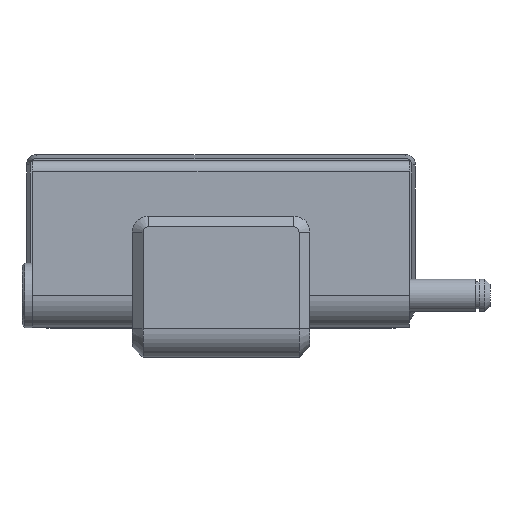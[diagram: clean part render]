
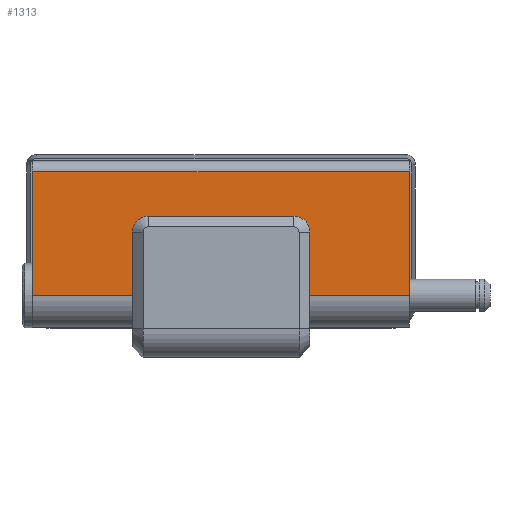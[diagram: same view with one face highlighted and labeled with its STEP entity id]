
A CAD part, front view. The second image highlights one B-rep face of the part: STEP entity #1313.
In plain terms, the highlighted planar face has unit normal (0, -1, 0).
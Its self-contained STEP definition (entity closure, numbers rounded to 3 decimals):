
#108 = LINE ( 'NONE', #3741, #7443 ) ;
#454 = DIRECTION ( 'NONE',  ( -1., 0., 0. ) ) ;
#530 = VERTEX_POINT ( 'NONE', #692 ) ;
#597 = CARTESIAN_POINT ( 'NONE',  ( -13.6, -6., 13.5 ) ) ;
#633 = VECTOR ( 'NONE', #5526, 1000. ) ;
#692 = CARTESIAN_POINT ( 'NONE',  ( -35., -6., 23. ) ) ;
#1020 = EDGE_CURVE ( 'NONE', #530, #1851, #4132, .T. ) ;
#1083 = VERTEX_POINT ( 'NONE', #2107 ) ;
#1249 = CARTESIAN_POINT ( 'NONE',  ( -13.6, -6., 13.5 ) ) ;
#1313 = ADVANCED_FACE ( 'NONE', ( #4018 ), #1687, .F. ) ;
#1599 = DIRECTION ( 'NONE',  ( -1., 0., 0. ) ) ;
#1624 = VERTEX_POINT ( 'NONE', #7152 ) ;
#1650 = VECTOR ( 'NONE', #5630, 1000. ) ;
#1687 = PLANE ( 'NONE',  #6758 ) ;
#1802 = ORIENTED_EDGE ( 'NONE', *, *, #5615, .T. ) ;
#1851 = VERTEX_POINT ( 'NONE', #8847 ) ;
#2082 = CARTESIAN_POINT ( 'NONE',  ( 35., -6., 0. ) ) ;
#2107 = CARTESIAN_POINT ( 'NONE',  ( 35., -6., 0. ) ) ;
#2218 = VECTOR ( 'NONE', #4933, 1000. ) ;
#2290 = EDGE_LOOP ( 'NONE', ( #6144, #4506, #2835, #6581, #6808, #3270, #1802, #7486 ) ) ;
#2431 = DIRECTION ( 'NONE',  ( 0., 1., 0. ) ) ;
#2502 = LINE ( 'NONE', #4736, #6263 ) ;
#2530 = CARTESIAN_POINT ( 'NONE',  ( 13.6, -6., 13.5 ) ) ;
#2835 = ORIENTED_EDGE ( 'NONE', *, *, #1020, .T. ) ;
#3163 = VECTOR ( 'NONE', #5577, 1000. ) ;
#3270 = ORIENTED_EDGE ( 'NONE', *, *, #6152, .T. ) ;
#3496 = VERTEX_POINT ( 'NONE', #3827 ) ;
#3548 = VERTEX_POINT ( 'NONE', #4587 ) ;
#3741 = CARTESIAN_POINT ( 'NONE',  ( 35., -6., 23. ) ) ;
#3776 = EDGE_CURVE ( 'NONE', #7804, #3548, #7974, .T. ) ;
#3827 = CARTESIAN_POINT ( 'NONE',  ( 35., -6., 23. ) ) ;
#4018 = FACE_OUTER_BOUND ( 'NONE', #2290, .T. ) ;
#4132 = LINE ( 'NONE', #8461, #2218 ) ;
#4506 = ORIENTED_EDGE ( 'NONE', *, *, #8948, .T. ) ;
#4587 = CARTESIAN_POINT ( 'NONE',  ( -13.6, -6., 0. ) ) ;
#4736 = CARTESIAN_POINT ( 'NONE',  ( 35., -6., 0. ) ) ;
#4933 = DIRECTION ( 'NONE',  ( 0., 0., -1. ) ) ;
#5068 = VECTOR ( 'NONE', #6686, 1000. ) ;
#5324 = CARTESIAN_POINT ( 'NONE',  ( 13.6, -6., 13.5 ) ) ;
#5460 = LINE ( 'NONE', #2082, #1650 ) ;
#5526 = DIRECTION ( 'NONE',  ( 0., 0., -1. ) ) ;
#5577 = DIRECTION ( 'NONE',  ( 1., 0., 0. ) ) ;
#5615 = EDGE_CURVE ( 'NONE', #9130, #1624, #7148, .T. ) ;
#5630 = DIRECTION ( 'NONE',  ( -1., 0., 0. ) ) ;
#5708 = EDGE_CURVE ( 'NONE', #3548, #1851, #2502, .T. ) ;
#5727 = EDGE_CURVE ( 'NONE', #3496, #1083, #7940, .T. ) ;
#6048 = VECTOR ( 'NONE', #6257, 1000. ) ;
#6144 = ORIENTED_EDGE ( 'NONE', *, *, #5727, .F. ) ;
#6152 = EDGE_CURVE ( 'NONE', #7804, #9130, #8602, .T. ) ;
#6257 = DIRECTION ( 'NONE',  ( 0., 0., -1. ) ) ;
#6263 = VECTOR ( 'NONE', #454, 1000. ) ;
#6581 = ORIENTED_EDGE ( 'NONE', *, *, #5708, .F. ) ;
#6664 = CARTESIAN_POINT ( 'NONE',  ( 35., -6., 0. ) ) ;
#6686 = DIRECTION ( 'NONE',  ( 0., 0., -1. ) ) ;
#6758 = AXIS2_PLACEMENT_3D ( 'NONE', #6664, #2431, #7392 ) ;
#6808 = ORIENTED_EDGE ( 'NONE', *, *, #3776, .F. ) ;
#7148 = LINE ( 'NONE', #5324, #5068 ) ;
#7152 = CARTESIAN_POINT ( 'NONE',  ( 13.6, -6., 0. ) ) ;
#7392 = DIRECTION ( 'NONE',  ( 0., 0., 1. ) ) ;
#7443 = VECTOR ( 'NONE', #1599, 1000. ) ;
#7486 = ORIENTED_EDGE ( 'NONE', *, *, #8719, .F. ) ;
#7539 = CARTESIAN_POINT ( 'NONE',  ( 35., -6., 0. ) ) ;
#7804 = VERTEX_POINT ( 'NONE', #8127 ) ;
#7940 = LINE ( 'NONE', #7539, #6048 ) ;
#7974 = LINE ( 'NONE', #1249, #633 ) ;
#8127 = CARTESIAN_POINT ( 'NONE',  ( -13.6, -6., 13.5 ) ) ;
#8461 = CARTESIAN_POINT ( 'NONE',  ( -35., -6., 0. ) ) ;
#8602 = LINE ( 'NONE', #597, #3163 ) ;
#8719 = EDGE_CURVE ( 'NONE', #1083, #1624, #5460, .T. ) ;
#8847 = CARTESIAN_POINT ( 'NONE',  ( -35., -6., 0. ) ) ;
#8948 = EDGE_CURVE ( 'NONE', #3496, #530, #108, .T. ) ;
#9130 = VERTEX_POINT ( 'NONE', #2530 ) ;
